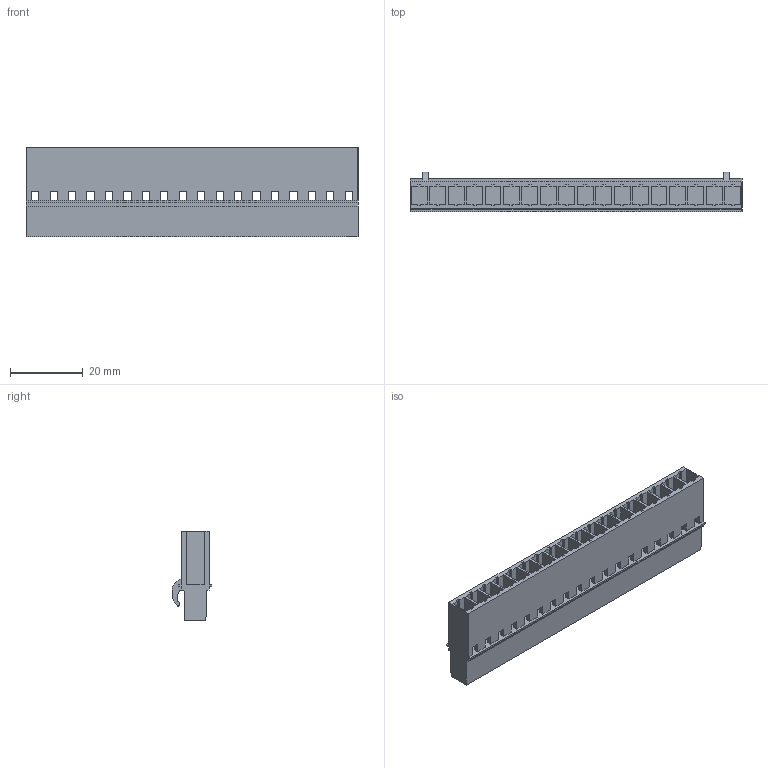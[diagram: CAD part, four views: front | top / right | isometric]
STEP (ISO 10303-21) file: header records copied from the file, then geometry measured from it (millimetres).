
FILE_DESCRIPTION(('CATIA V5 STEP Exchange','CAx-IF Rec.Pracs.--- Model Styling and Organization---1.4--- 2014-01-23'),'2;1');
FILE_NAME ('D1490155_0_1100600000_1100600000.stp','2021-06-18T06:43:02+00:00',('none'),('Weidmueller'),'CATIA Version 5-6 Release 2016 SP3 HF44','CATIA V5 STEP AP214','none');
FILE_SCHEMA(('AUTOMOTIVE_DESIGN { 1 0 10303 214 1 1 1 1 }'));
Length unit declared in the file: millimetre
Products named in the file (1): 1100600000
Bounding box: 91.44 x 11 x 24.55 mm (x, y, z)
Volume: 9404.9 mm3; surface area: 12362.3 mm2
Topology: 1 solids, 1 shells, 473 faces, 1448 edges, 956 vertices
Faces by surface type: plane 383, cylinder 54, cone 36
Entity records: 15483 total; most frequent: ORIENTED_EDGE 2896, CARTESIAN_POINT 2893, DIRECTION 1903, EDGE_CURVE 1448, VECTOR 1298, LINE 1298, VERTEX_POINT 956, EDGE_LOOP 524
